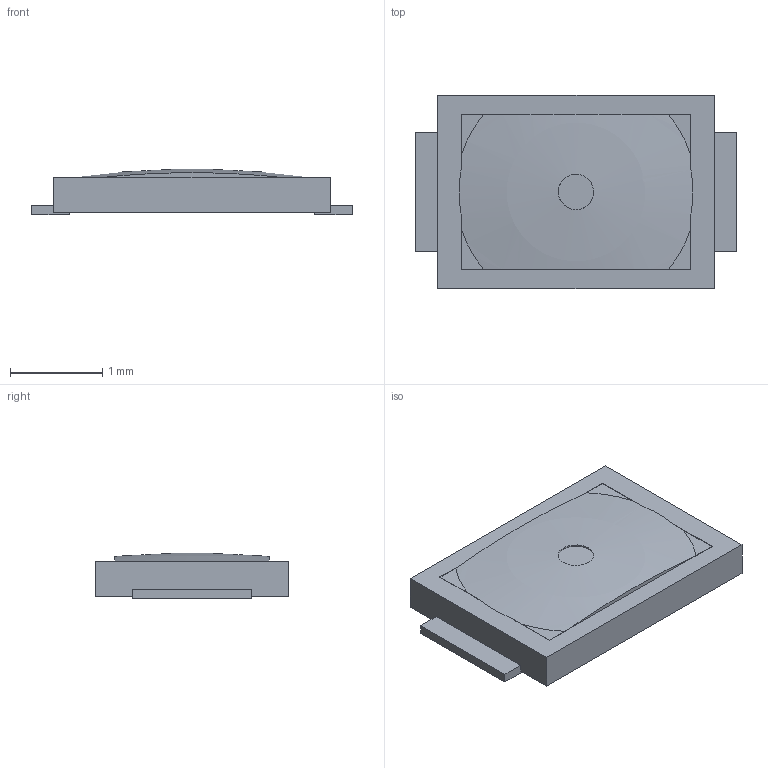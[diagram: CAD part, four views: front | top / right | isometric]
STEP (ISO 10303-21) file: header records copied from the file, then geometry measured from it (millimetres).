
FILE_DESCRIPTION(/* description */ ('Unknown'),/* implementation_level */ '2;1');
FILE_NAME(/* name */ '3x2x0.65mm',/* time_stamp */ '2018-10-30T14:45:15-04:00',/* author */ ('Unknown'),/* organization */ ('Unknown'),/* preprocessor_version */ 'ST-DEVELOPER v16.7',/* originating_system */ 'DEX',/* authorisation */ $);
FILE_SCHEMA (('AUTOMOTIVE_DESIGN {1 0 10303 214 3 1 1}'));
Length unit declared in the file: millimetre
Products named in the file (1): 3x2x0.65mm
Bounding box: 3.48 x 2.1 x 0.49 mm (x, y, z)
Volume: 2.7 mm3; surface area: 19.2 mm2
Topology: 1 solids, 21 shells, 207 faces, 487 edges, 323 vertices
Faces by surface type: plane 166, bspline 39, sphere 1, cylinder 1
Full cylindrical faces by diameter (mm): 0.385 x1
Entity records: 8484 total; most frequent: CARTESIAN_POINT 2907, ORIENTED_EDGE 960, DIRECTION 568, EDGE_CURVE 480, VERTEX_POINT 322, B_SPLINE_CURVE_WITH_KNOTS 266, EDGE_LOOP 226, FACE_BOUND 226
